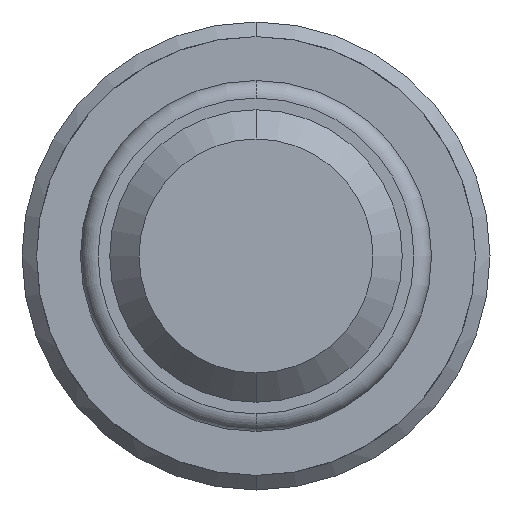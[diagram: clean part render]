
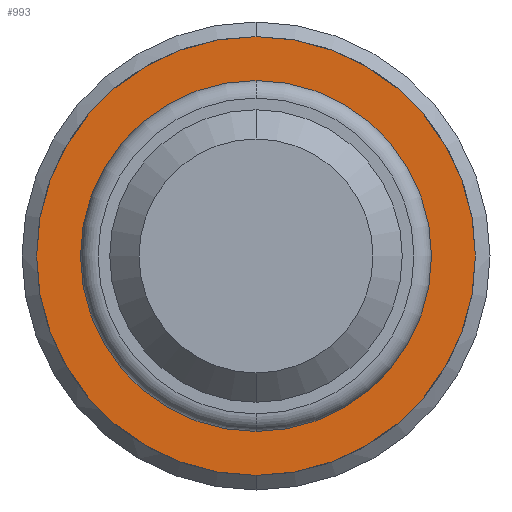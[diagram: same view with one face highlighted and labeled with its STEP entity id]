
A CAD part, front view. The second image highlights one B-rep face of the part: STEP entity #993.
In plain terms, the highlighted planar face has unit normal (0, -1, 0).
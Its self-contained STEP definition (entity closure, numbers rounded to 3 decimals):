
#131 = ORIENTED_EDGE ( 'NONE', *, *, #2708, .F. ) ;
#225 = CIRCLE ( 'NONE', #4146, 1.875 ) ;
#284 = EDGE_CURVE ( 'Defeature ausgef�hrt3_5+Defeature ausgef�hrt3_6+Defeature ausgef�hrt3_6+Defeature ausgef�hrt3_6', #4689, #2902, #3597, .T. ) ;
#406 = DIRECTION ( 'NONE',  ( 0., 0., -1. ) ) ;
#541 = AXIS2_PLACEMENT_3D ( 'NONE', #1740, #2881, #3657 ) ;
#542 = DIRECTION ( 'NONE',  ( 0., -1., 0. ) ) ;
#744 = CARTESIAN_POINT ( 'NONE',  ( 0., 20., -1.875 ) ) ;
#798 = FACE_OUTER_BOUND ( 'NONE', #2330, .T. ) ;
#956 = AXIS2_PLACEMENT_3D ( 'NONE', #2713, #4278, #406 ) ;
#993 = ADVANCED_FACE ( 'Defeature ausgef�hrt3_5', ( #798, #4497 ), #2321, .T. ) ;
#994 = CARTESIAN_POINT ( 'NONE',  ( 0., 20., 1.875 ) ) ;
#1352 = ORIENTED_EDGE ( 'NONE', *, *, #3026, .T. ) ;
#1438 = AXIS2_PLACEMENT_3D ( 'NONE', #4123, #4061, #4076 ) ;
#1505 = VERTEX_POINT ( 'NONE', #4464 ) ;
#1635 = VERTEX_POINT ( 'NONE', #1836 ) ;
#1740 = CARTESIAN_POINT ( 'NONE',  ( 0., 20., 0. ) ) ;
#1775 = ORIENTED_EDGE ( 'NONE', *, *, #2809, .F. ) ;
#1787 = CIRCLE ( 'NONE', #1438, 1.5 ) ;
#1809 = DIRECTION ( 'NONE',  ( 0., 0., -1. ) ) ;
#1836 = CARTESIAN_POINT ( 'NONE',  ( 0., 20., -1.5 ) ) ;
#1882 = DIRECTION ( 'NONE',  ( 0., -1., 0. ) ) ;
#2137 = AXIS2_PLACEMENT_3D ( 'NONE', #3760, #1882, #1809 ) ;
#2321 = PLANE ( 'NONE',  #956 ) ;
#2330 = EDGE_LOOP ( 'NONE', ( #1352, #3401 ) ) ;
#2708 = EDGE_CURVE ( 'Defeature ausgef�hrt3_4+Defeature ausgef�hrt3_5+Defeature ausgef�hrt3_5+Defeature ausgef�hrt3_5', #1505, #1635, #1787, .T. ) ;
#2713 = CARTESIAN_POINT ( 'NONE',  ( 1.5, 20., 0. ) ) ;
#2809 = EDGE_CURVE ( 'Defeature ausgef�hrt3_4+Defeature ausgef�hrt3_5+Defeature ausgef�hrt3_5+Defeature ausgef�hrt3_5', #1635, #1505, #4104, .T. ) ;
#2881 = DIRECTION ( 'NONE',  ( 0., -1., 0. ) ) ;
#2902 = VERTEX_POINT ( 'NONE', #744 ) ;
#3026 = EDGE_CURVE ( 'Defeature ausgef�hrt3_5+Defeature ausgef�hrt3_6+Defeature ausgef�hrt3_6+Defeature ausgef�hrt3_6', #2902, #4689, #225, .T. ) ;
#3255 = DIRECTION ( 'NONE',  ( 0., 0., -1. ) ) ;
#3401 = ORIENTED_EDGE ( 'NONE', *, *, #284, .T. ) ;
#3535 = EDGE_LOOP ( 'NONE', ( #1775, #131 ) ) ;
#3597 = CIRCLE ( 'NONE', #541, 1.875 ) ;
#3657 = DIRECTION ( 'NONE',  ( 0., 0., -1. ) ) ;
#3760 = CARTESIAN_POINT ( 'NONE',  ( 0., 20., 0. ) ) ;
#4061 = DIRECTION ( 'NONE',  ( 0., -1., 0. ) ) ;
#4076 = DIRECTION ( 'NONE',  ( 0., 0., -1. ) ) ;
#4104 = CIRCLE ( 'NONE', #2137, 1.5 ) ;
#4123 = CARTESIAN_POINT ( 'NONE',  ( 0., 20., 0. ) ) ;
#4146 = AXIS2_PLACEMENT_3D ( 'NONE', #4449, #542, #3255 ) ;
#4278 = DIRECTION ( 'NONE',  ( 0., -1., 0. ) ) ;
#4449 = CARTESIAN_POINT ( 'NONE',  ( 0., 20., 0. ) ) ;
#4464 = CARTESIAN_POINT ( 'NONE',  ( 0., 20., 1.5 ) ) ;
#4497 = FACE_BOUND ( 'NONE', #3535, .T. ) ;
#4689 = VERTEX_POINT ( 'NONE', #994 ) ;
